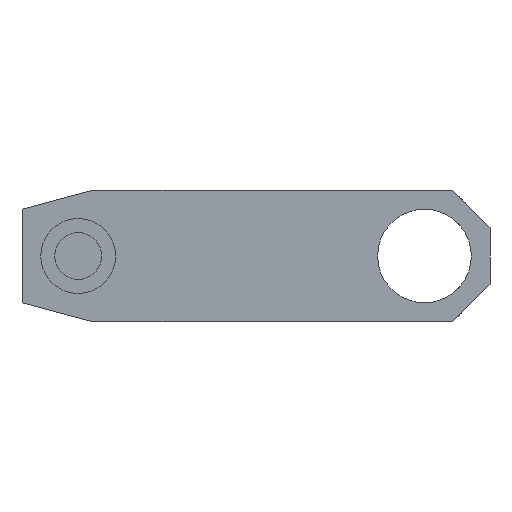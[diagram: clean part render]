
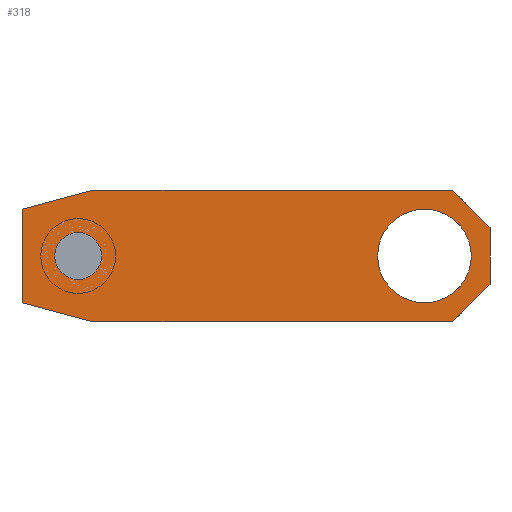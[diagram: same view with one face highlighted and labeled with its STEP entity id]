
A CAD part, front view. The second image highlights one B-rep face of the part: STEP entity #318.
In plain terms, the highlighted planar face has unit normal (0, -1, 0).
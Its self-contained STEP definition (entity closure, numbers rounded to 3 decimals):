
#13 = VECTOR ( 'NONE', #773, 1000. ) ;
#29 = VECTOR ( 'NONE', #498, 1000. ) ;
#45 = ORIENTED_EDGE ( 'NONE', *, *, #646, .T. ) ;
#82 = LINE ( 'NONE', #594, #29 ) ;
#89 = CARTESIAN_POINT ( 'NONE',  ( -3., -5., -2.5 ) ) ;
#92 = CIRCLE ( 'NONE', #522, 1.25 ) ;
#98 = DIRECTION ( 'NONE',  ( 0., 0., 1. ) ) ;
#104 = EDGE_CURVE ( 'NONE', #1033, #1160, #933, .T. ) ;
#108 = ORIENTED_EDGE ( 'NONE', *, *, #940, .F. ) ;
#130 = VECTOR ( 'NONE', #834, 1000. ) ;
#135 = CIRCLE ( 'NONE', #255, 2.5 ) ;
#170 = ORIENTED_EDGE ( 'NONE', *, *, #986, .T. ) ;
#176 = DIRECTION ( 'NONE',  ( 0., 1., 0. ) ) ;
#214 = CARTESIAN_POINT ( 'NONE',  ( 18.5, -5., 0. ) ) ;
#224 = EDGE_CURVE ( 'NONE', #684, #1190, #761, .T. ) ;
#239 = LINE ( 'NONE', #433, #805 ) ;
#255 = AXIS2_PLACEMENT_3D ( 'NONE', #214, #410, #891 ) ;
#257 = ORIENTED_EDGE ( 'NONE', *, *, #224, .F. ) ;
#269 = FACE_BOUND ( 'NONE', #468, .T. ) ;
#272 = CARTESIAN_POINT ( 'NONE',  ( 18.5, -5., 2.5 ) ) ;
#279 = CARTESIAN_POINT ( 'NONE',  ( 22., -5., 0. ) ) ;
#289 = PLANE ( 'NONE',  #722 ) ;
#291 = CARTESIAN_POINT ( 'NONE',  ( 0., -5., 3.5 ) ) ;
#300 = CARTESIAN_POINT ( 'NONE',  ( 0.732, -5., -3.5 ) ) ;
#315 = AXIS2_PLACEMENT_3D ( 'NONE', #464, #337, #860 ) ;
#318 = ADVANCED_FACE ( 'NONE', ( #269, #570, #401 ), #289, .F. ) ;
#337 = DIRECTION ( 'NONE',  ( 0., 1., 0. ) ) ;
#345 = EDGE_LOOP ( 'NONE', ( #45, #696 ) ) ;
#348 = CARTESIAN_POINT ( 'NONE',  ( 0., -5., -3.5 ) ) ;
#352 = DIRECTION ( 'NONE',  ( 0., 0., 1. ) ) ;
#358 = LINE ( 'NONE', #746, #878 ) ;
#380 = VECTOR ( 'NONE', #676, 1000. ) ;
#386 = CARTESIAN_POINT ( 'NONE',  ( 18.5, -5., -2.5 ) ) ;
#401 = FACE_OUTER_BOUND ( 'NONE', #451, .T. ) ;
#410 = DIRECTION ( 'NONE',  ( 0., 1., 0. ) ) ;
#423 = CARTESIAN_POINT ( 'NONE',  ( 0., -5., 1.25 ) ) ;
#432 = ORIENTED_EDGE ( 'NONE', *, *, #963, .F. ) ;
#433 = CARTESIAN_POINT ( 'NONE',  ( -0.826, -5., 3.083 ) ) ;
#451 = EDGE_LOOP ( 'NONE', ( #1281, #432, #752, #257, #170, #1131, #597, #108 ) ) ;
#455 = DIRECTION ( 'NONE',  ( 0.966, 0., 0.259 ) ) ;
#464 = CARTESIAN_POINT ( 'NONE',  ( 0., -5., 0. ) ) ;
#468 = EDGE_LOOP ( 'NONE', ( #495, #625 ) ) ;
#470 = VERTEX_POINT ( 'NONE', #1006 ) ;
#495 = ORIENTED_EDGE ( 'NONE', *, *, #1016, .T. ) ;
#498 = DIRECTION ( 'NONE',  ( 0.707, 0., 0.707 ) ) ;
#506 = CIRCLE ( 'NONE', #315, 1.25 ) ;
#514 = DIRECTION ( 'NONE',  ( 0., 0., 1. ) ) ;
#522 = AXIS2_PLACEMENT_3D ( 'NONE', #586, #176, #98 ) ;
#552 = EDGE_CURVE ( 'NONE', #1190, #876, #1081, .T. ) ;
#566 = CARTESIAN_POINT ( 'NONE',  ( 18.5, -5., 0. ) ) ;
#570 = FACE_BOUND ( 'NONE', #345, .T. ) ;
#586 = CARTESIAN_POINT ( 'NONE',  ( 0., -5., 0. ) ) ;
#594 = CARTESIAN_POINT ( 'NONE',  ( 11.75, -5., -11.75 ) ) ;
#597 = ORIENTED_EDGE ( 'NONE', *, *, #1134, .T. ) ;
#625 = ORIENTED_EDGE ( 'NONE', *, *, #1233, .T. ) ;
#646 = EDGE_CURVE ( 'NONE', #1160, #1033, #135, .T. ) ;
#651 = VECTOR ( 'NONE', #1154, 1000. ) ;
#665 = LINE ( 'NONE', #279, #380 ) ;
#666 = DIRECTION ( 'NONE',  ( 0., 0., 1. ) ) ;
#675 = VERTEX_POINT ( 'NONE', #1005 ) ;
#676 = DIRECTION ( 'NONE',  ( 0., 0., 1. ) ) ;
#680 = AXIS2_PLACEMENT_3D ( 'NONE', #566, #1244, #352 ) ;
#684 = VERTEX_POINT ( 'NONE', #300 ) ;
#694 = CARTESIAN_POINT ( 'NONE',  ( 0., -5., 0. ) ) ;
#696 = ORIENTED_EDGE ( 'NONE', *, *, #104, .T. ) ;
#722 = AXIS2_PLACEMENT_3D ( 'NONE', #694, #1187, #666 ) ;
#731 = LINE ( 'NONE', #348, #130 ) ;
#746 = CARTESIAN_POINT ( 'NONE',  ( 11.75, -5., 11.75 ) ) ;
#750 = VERTEX_POINT ( 'NONE', #884 ) ;
#752 = ORIENTED_EDGE ( 'NONE', *, *, #552, .F. ) ;
#761 = LINE ( 'NONE', #1029, #651 ) ;
#773 = DIRECTION ( 'NONE',  ( 1., 0., 0. ) ) ;
#782 = CARTESIAN_POINT ( 'NONE',  ( 0.732, -5., 3.5 ) ) ;
#798 = LINE ( 'NONE', #291, #13 ) ;
#805 = VECTOR ( 'NONE', #455, 1000. ) ;
#834 = DIRECTION ( 'NONE',  ( 1., 0., 0. ) ) ;
#851 = VERTEX_POINT ( 'NONE', #782 ) ;
#860 = DIRECTION ( 'NONE',  ( 0., 0., 1. ) ) ;
#876 = VERTEX_POINT ( 'NONE', #1250 ) ;
#878 = VECTOR ( 'NONE', #1133, 1000. ) ;
#884 = CARTESIAN_POINT ( 'NONE',  ( 0., -5., -1.25 ) ) ;
#891 = DIRECTION ( 'NONE',  ( 0., 0., 1. ) ) ;
#933 = CIRCLE ( 'NONE', #680, 2.5 ) ;
#940 = EDGE_CURVE ( 'NONE', #1039, #1126, #358, .T. ) ;
#958 = CARTESIAN_POINT ( 'NONE',  ( 20., -5., 3.5 ) ) ;
#963 = EDGE_CURVE ( 'NONE', #876, #851, #239, .T. ) ;
#986 = EDGE_CURVE ( 'NONE', #684, #470, #731, .T. ) ;
#1005 = CARTESIAN_POINT ( 'NONE',  ( 22., -5., -1.5 ) ) ;
#1006 = CARTESIAN_POINT ( 'NONE',  ( 20., -5., -3.5 ) ) ;
#1016 = EDGE_CURVE ( 'NONE', #1274, #750, #506, .T. ) ;
#1029 = CARTESIAN_POINT ( 'NONE',  ( -0.826, -5., -3.083 ) ) ;
#1033 = VERTEX_POINT ( 'NONE', #386 ) ;
#1039 = VERTEX_POINT ( 'NONE', #958 ) ;
#1076 = CARTESIAN_POINT ( 'NONE',  ( 22., -5., 1.5 ) ) ;
#1081 = LINE ( 'NONE', #1192, #1180 ) ;
#1126 = VERTEX_POINT ( 'NONE', #1076 ) ;
#1131 = ORIENTED_EDGE ( 'NONE', *, *, #1150, .T. ) ;
#1133 = DIRECTION ( 'NONE',  ( 0.707, 0., -0.707 ) ) ;
#1134 = EDGE_CURVE ( 'NONE', #675, #1126, #665, .T. ) ;
#1150 = EDGE_CURVE ( 'NONE', #470, #675, #82, .T. ) ;
#1154 = DIRECTION ( 'NONE',  ( -0.966, 0., 0.259 ) ) ;
#1160 = VERTEX_POINT ( 'NONE', #272 ) ;
#1180 = VECTOR ( 'NONE', #514, 1000. ) ;
#1187 = DIRECTION ( 'NONE',  ( 0., 1., 0. ) ) ;
#1190 = VERTEX_POINT ( 'NONE', #89 ) ;
#1192 = CARTESIAN_POINT ( 'NONE',  ( -3., -5., 0. ) ) ;
#1199 = EDGE_CURVE ( 'NONE', #851, #1039, #798, .T. ) ;
#1233 = EDGE_CURVE ( 'NONE', #750, #1274, #92, .T. ) ;
#1244 = DIRECTION ( 'NONE',  ( 0., 1., 0. ) ) ;
#1250 = CARTESIAN_POINT ( 'NONE',  ( -3., -5., 2.5 ) ) ;
#1274 = VERTEX_POINT ( 'NONE', #423 ) ;
#1281 = ORIENTED_EDGE ( 'NONE', *, *, #1199, .F. ) ;
